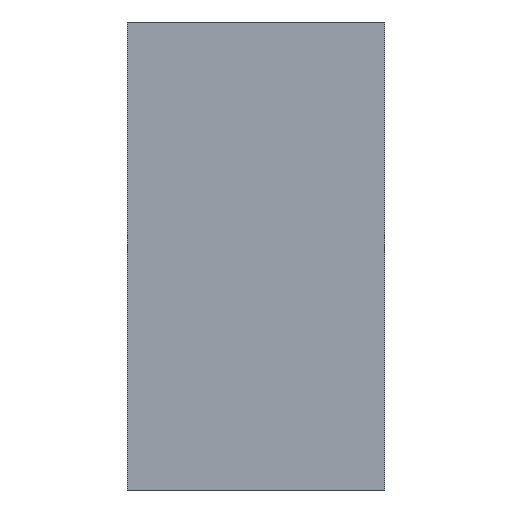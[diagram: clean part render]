
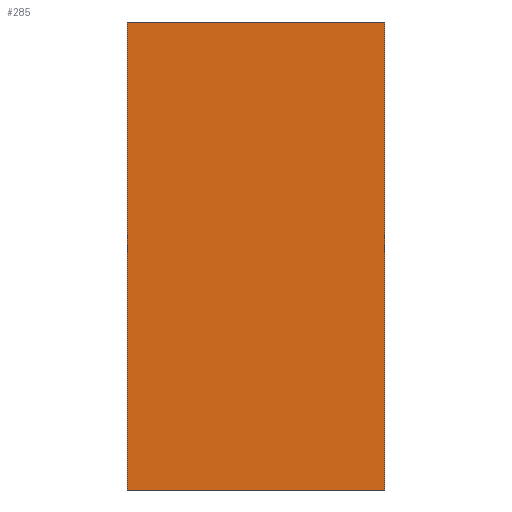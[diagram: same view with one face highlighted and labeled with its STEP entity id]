
A CAD part, front view. The second image highlights one B-rep face of the part: STEP entity #285.
In plain terms, the highlighted planar face has unit normal (0, -1, 0).
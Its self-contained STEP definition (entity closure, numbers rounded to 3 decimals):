
#31=FACE_OUTER_BOUND('',#47,.T.);
#47=EDGE_LOOP('',(#239,#240,#241,#242));
#75=LINE('',#447,#111);
#79=LINE('',#455,#115);
#82=LINE('',#461,#118);
#85=LINE('',#466,#121);
#111=VECTOR('',#371,10.);
#115=VECTOR('',#377,10.);
#118=VECTOR('',#382,10.);
#121=VECTOR('',#387,10.);
#139=VERTEX_POINT('',#445);
#140=VERTEX_POINT('',#446);
#143=VERTEX_POINT('',#454);
#145=VERTEX_POINT('',#460);
#171=EDGE_CURVE('',#139,#140,#75,.T.);
#175=EDGE_CURVE('',#140,#143,#79,.T.);
#178=EDGE_CURVE('',#143,#145,#82,.T.);
#181=EDGE_CURVE('',#145,#139,#85,.T.);
#239=ORIENTED_EDGE('',*,*,#181,.T.);
#240=ORIENTED_EDGE('',*,*,#171,.T.);
#241=ORIENTED_EDGE('',*,*,#175,.T.);
#242=ORIENTED_EDGE('',*,*,#178,.T.);
#269=PLANE('',#321);
#285=ADVANCED_FACE('',(#31),#269,.T.);
#321=AXIS2_PLACEMENT_3D('',#468,#389,#390);
#371=DIRECTION('',(0.,0.,-1.));
#377=DIRECTION('',(1.,0.,0.));
#382=DIRECTION('',(0.,0.,1.));
#387=DIRECTION('',(-1.,0.,0.));
#389=DIRECTION('center_axis',(0.,-1.,0.));
#390=DIRECTION('ref_axis',(0.,0.,-1.));
#445=CARTESIAN_POINT('',(-8.25,0.,15.));
#446=CARTESIAN_POINT('',(-8.25,0.,-15.));
#447=CARTESIAN_POINT('',(-8.25,0.,15.));
#454=CARTESIAN_POINT('',(8.25,0.,-15.));
#455=CARTESIAN_POINT('',(-8.25,0.,-15.));
#460=CARTESIAN_POINT('',(8.25,0.,15.));
#461=CARTESIAN_POINT('',(8.25,0.,-15.));
#466=CARTESIAN_POINT('',(8.25,0.,15.));
#468=CARTESIAN_POINT('Origin',(0.,0.,0.));
